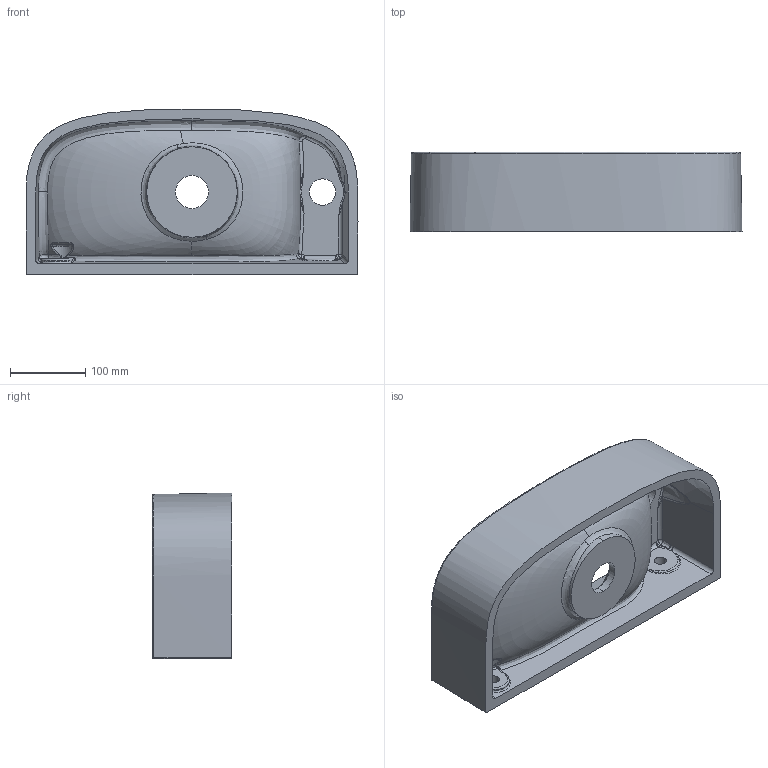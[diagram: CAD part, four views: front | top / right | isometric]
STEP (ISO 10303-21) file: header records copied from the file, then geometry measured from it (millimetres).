
FILE_DESCRIPTION (( 'STEP AP203' ), '1' );
FILE_NAME ('6301200431.STEP', '2020-12-16T22:12:55', ( '' ), ( '' ), 'SwSTEP 2.0', 'SolidWorks 2019', '' );
FILE_SCHEMA (( 'CONFIG_CONTROL_DESIGN' ));
Products named in the file (1): 6301200431
Bounding box: 440.03 x 105 x 220.02 mm (x, y, z)
Volume: 3135244.9 mm3; surface area: 411724.4 mm2
Topology: 1 solids, 1 shells, 142 faces, 350 edges, 195 vertices
Faces by surface type: bspline 94, cylinder 20, plane 12, sphere 8, cone 6, torus 2
Entity records: 84841 total; most frequent: CARTESIAN_POINT 82199, ORIENTED_EDGE 668, DIRECTION 356, EDGE_CURVE 334, VERTEX_POINT 195, B_SPLINE_CURVE_WITH_KNOTS 163, AXIS2_PLACEMENT_3D 159, EDGE_LOOP 151
